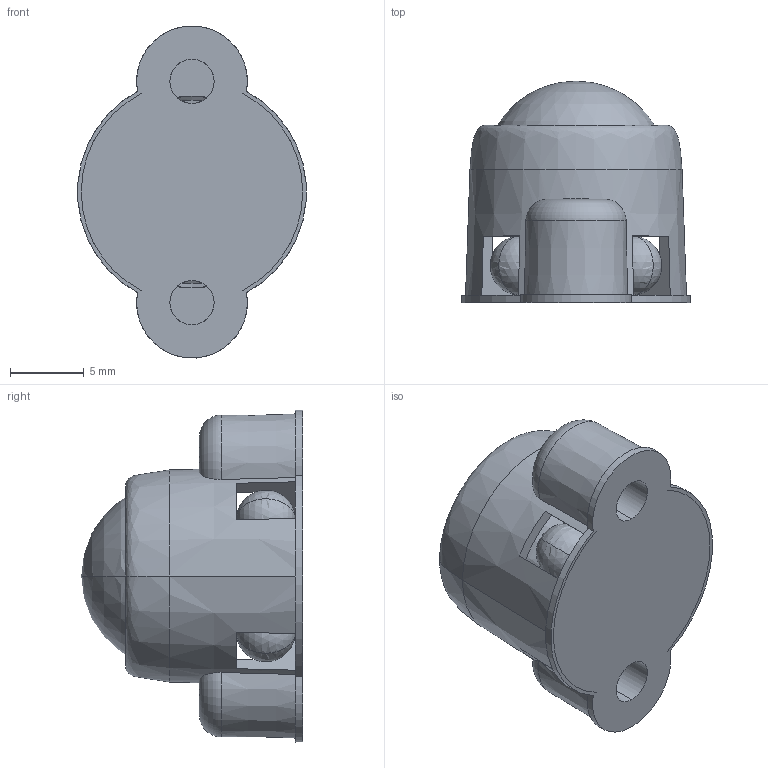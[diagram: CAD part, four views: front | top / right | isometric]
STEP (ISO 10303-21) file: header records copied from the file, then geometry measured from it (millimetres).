
FILE_DESCRIPTION((''),'2;1');
FILE_NAME('CASTER_WHEEL_15MM','2021-07-22T17:35:46',('LENOVO'),(''),'CREO PARAMETRIC BY PTC INC, 2018500','CREO PARAMETRIC BY PTC INC, 2018500','');
FILE_SCHEMA(('CONFIG_CONTROL_DESIGN'));
Length unit declared in the file: millimetre
Products named in the file (1): CASTER_WHEEL_15MM
Bounding box: 15.46 x 15 x 22.49 mm (x, y, z)
Volume: 1987.5 mm3; surface area: 2271.6 mm2
Topology: 2 solids, 2 shells, 60 faces, 208 edges, 128 vertices
Faces by surface type: plane 28, sphere 12, cone 10, cylinder 6, torus 2, revolution 2
Entity records: 2350 total; most frequent: CARTESIAN_POINT 568, ORIENTED_EDGE 376, DIRECTION 366, EDGE_CURVE 188, AXIS2_PLACEMENT_3D 152, VERTEX_POINT 128, CIRCLE 94, EDGE_LOOP 76
